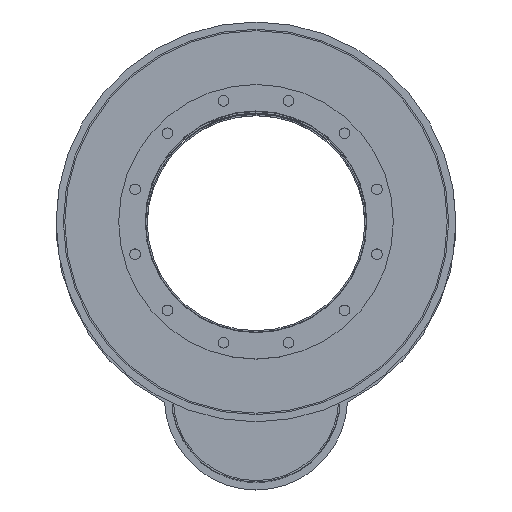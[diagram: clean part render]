
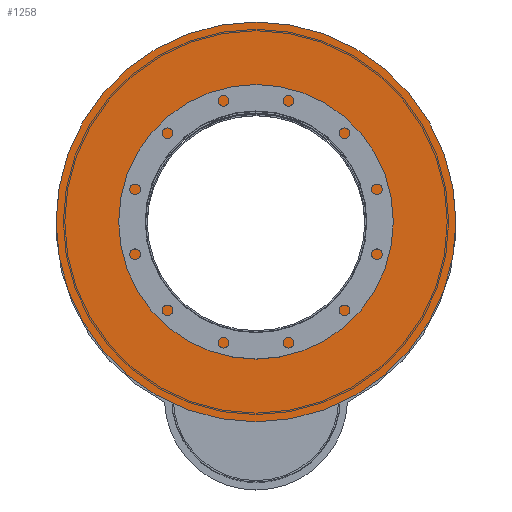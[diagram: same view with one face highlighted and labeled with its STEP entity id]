
A CAD part, top view. The second image highlights one B-rep face of the part: STEP entity #1258.
In plain terms, the highlighted planar face has unit normal (0, 0, 1).
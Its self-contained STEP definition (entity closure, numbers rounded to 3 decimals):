
#140=PLANE('',#1441);
#246=FACE_BOUND('',#511,.T.);
#328=FACE_OUTER_BOUND('',#510,.T.);
#510=EDGE_LOOP('',(#1118));
#511=EDGE_LOOP('',(#1119));
#614=CIRCLE('',#1436,230.);
#616=CIRCLE('',#1439,415.);
#730=VERTEX_POINT('',#2149);
#732=VERTEX_POINT('',#2154);
#862=EDGE_CURVE('',#730,#730,#614,.T.);
#864=EDGE_CURVE('',#732,#732,#616,.T.);
#1118=ORIENTED_EDGE('',*,*,#864,.F.);
#1119=ORIENTED_EDGE('',*,*,#862,.T.);
#1258=ADVANCED_FACE('',(#328,#246),#140,.F.);
#1436=AXIS2_PLACEMENT_3D('',#2150,#1807,#1808);
#1439=AXIS2_PLACEMENT_3D('',#2155,#1813,#1814);
#1441=AXIS2_PLACEMENT_3D('',#2158,#1817,#1818);
#1807=DIRECTION('center_axis',(0.,0.,-1.));
#1808=DIRECTION('ref_axis',(-1.,0.,0.));
#1813=DIRECTION('center_axis',(0.,0.,-1.));
#1814=DIRECTION('ref_axis',(-1.,0.,0.));
#1817=DIRECTION('center_axis',(0.,0.,-1.));
#1818=DIRECTION('ref_axis',(-1.,0.,0.));
#2149=CARTESIAN_POINT('',(230.,0.,3108.));
#2150=CARTESIAN_POINT('Origin',(0.,0.,3108.));
#2154=CARTESIAN_POINT('',(415.,0.,3108.));
#2155=CARTESIAN_POINT('Origin',(0.,0.,3108.));
#2158=CARTESIAN_POINT('Origin',(0.,0.,3108.));
